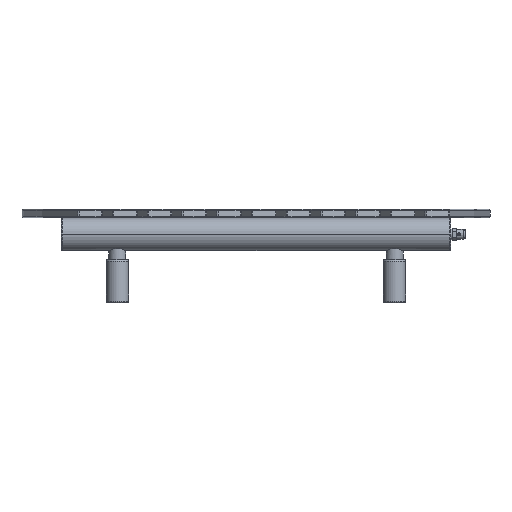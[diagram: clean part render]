
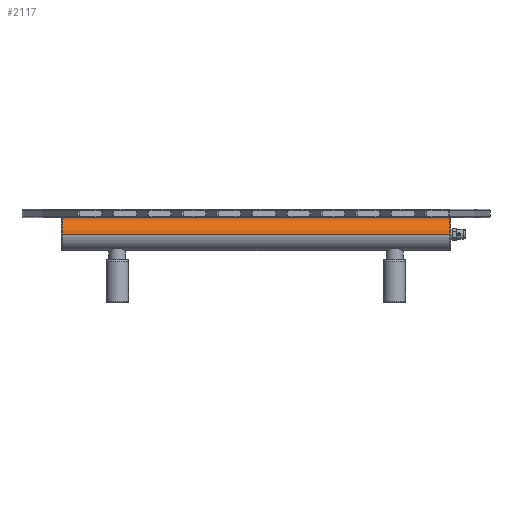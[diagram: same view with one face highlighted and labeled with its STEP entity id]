
A CAD part, front view. The second image highlights one B-rep face of the part: STEP entity #2117.
In plain terms, the highlighted cylindrical face has radius 19 mm (diameter 38 mm), a partial arc.
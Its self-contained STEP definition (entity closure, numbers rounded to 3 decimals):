
#1464=DIRECTION('',(0.,1.,0.));
#1465=VECTOR('',#1464,446.);
#1466=CARTESIAN_POINT('',(744.,-223.,-19.));
#1467=LINE('',#1466,#1465);
#1643=CARTESIAN_POINT('',(725.,223.,-19.));
#1644=DIRECTION('',(0.,1.,0.));
#1645=DIRECTION('',(-1.,0.,0.));
#1646=AXIS2_PLACEMENT_3D('',#1643,#1644,#1645);
#1651=CARTESIAN_POINT('',(725.,-223.,-19.));
#1652=DIRECTION('',(0.,-1.,0.));
#1653=DIRECTION('',(1.,0.,0.));
#1654=AXIS2_PLACEMENT_3D('',#1651,#1652,#1653);
#1659=DIRECTION('',(0.,1.,0.));
#1660=VECTOR('',#1659,446.);
#1661=CARTESIAN_POINT('',(706.,-223.,-19.));
#1662=LINE('',#1661,#1660);
#1750=CARTESIAN_POINT('',(744.,223.,-19.));
#1751=CARTESIAN_POINT('',(706.,223.,-19.));
#1752=VERTEX_POINT('',#1750);
#1753=VERTEX_POINT('',#1751);
#1758=CARTESIAN_POINT('',(706.,-223.,-19.));
#1759=CARTESIAN_POINT('',(744.,-223.,-19.));
#1760=VERTEX_POINT('',#1758);
#1761=VERTEX_POINT('',#1759);
#2105=CARTESIAN_POINT('',(725.,-224.5,-19.));
#2106=DIRECTION('',(0.,1.,0.));
#2107=DIRECTION('',(1.,0.,0.));
#2108=AXIS2_PLACEMENT_3D('',#2105,#2106,#2107);
#2109=CYLINDRICAL_SURFACE('',#2108,19.);
#2110=ORIENTED_EDGE('',*,*,#2099,.T.);
#2111=ORIENTED_EDGE('',*,*,#1913,.F.);
#2113=ORIENTED_EDGE('',*,*,#2112,.T.);
#2114=ORIENTED_EDGE('',*,*,#1909,.T.);
#2115=EDGE_LOOP('',(#2110,#2111,#2113,#2114));
#2116=FACE_OUTER_BOUND('',#2115,.F.);
#1647=CIRCLE('',#1646,19.);
#1655=CIRCLE('',#1654,19.);
#1909=EDGE_CURVE('',#1760,#1753,#1662,.T.);
#1913=EDGE_CURVE('',#1761,#1752,#1467,.T.);
#2099=EDGE_CURVE('',#1753,#1752,#1647,.T.);
#2112=EDGE_CURVE('',#1761,#1760,#1655,.T.);
#2117=ADVANCED_FACE('',(#2116),#2109,.T.);
